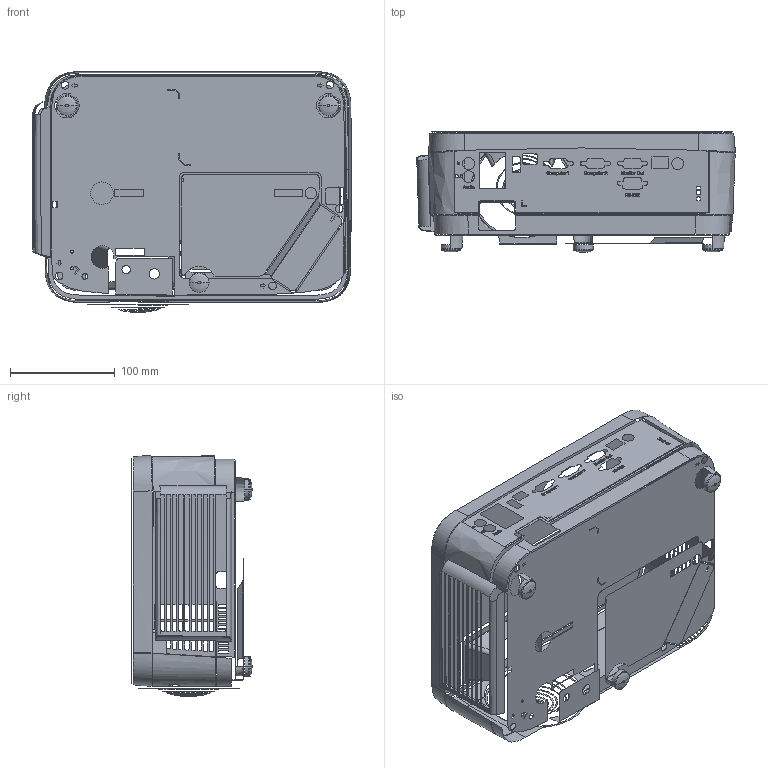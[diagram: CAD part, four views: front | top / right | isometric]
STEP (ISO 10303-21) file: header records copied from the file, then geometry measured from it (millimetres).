
FILE_DESCRIPTION((''),'2;1');
FILE_NAME('SINGLE','2020-05-12T',('ChenPet'),(''),'PRO/ENGINEER BY PARAMETRIC TECHNOLOGY CORPORATION, 2009440','PRO/ENGINEER BY PARAMETRIC TECHNOLOGY CORPORATION, 2009440','');
FILE_SCHEMA(('CONFIG_CONTROL_DESIGN'));
Length unit declared in the file: millimetre
Products named in the file (1): SINGLE
Bounding box: 304.53 x 114.9 x 230.5 mm (x, y, z)
Surface area: 182326.1 mm2 (no closed solid volume)
Topology: 0 solids, 39 shells, 100 faces, 2050 edges, 1970 vertices
Faces by surface type: plane 28, cone 22, bspline 18, cylinder 14, revolution 8, torus 6, extrusion 4
Entity records: 22176 total; most frequent: CARTESIAN_POINT 10815, ORIENTED_EDGE 2178, EDGE_CURVE 2050, VERTEX_POINT 1970, DIRECTION 1322, B_SPLINE_CURVE_WITH_KNOTS 1109, VECTOR 740, LINE 736
